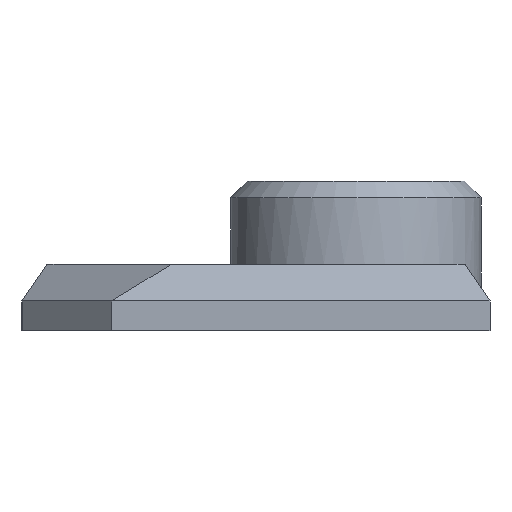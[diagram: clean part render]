
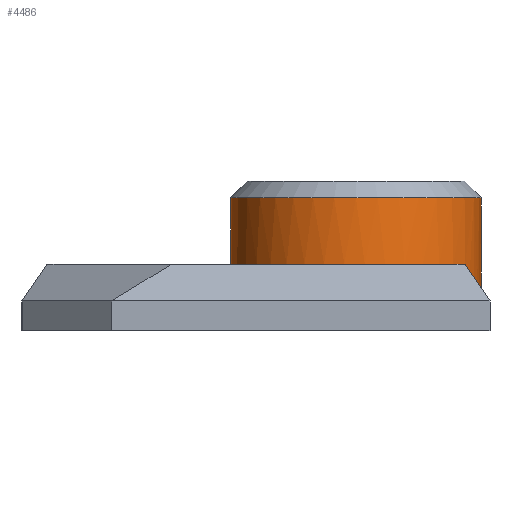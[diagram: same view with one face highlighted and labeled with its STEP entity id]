
A CAD part, front view. The second image highlights one B-rep face of the part: STEP entity #4486.
In plain terms, the highlighted cylindrical face has radius 7.526 mm (diameter 15.052 mm), a full revolution.
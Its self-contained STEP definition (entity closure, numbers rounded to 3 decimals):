
#300=ELLIPSE('',#4755,13.36,7.526);
#314=CIRCLE('',#4748,7.526);
#316=CIRCLE('',#4751,7.526);
#317=CIRCLE('',#4752,7.526);
#318=CIRCLE('',#4753,7.526);
#319=CIRCLE('',#4754,7.526);
#320=CIRCLE('',#4756,7.526);
#321=CIRCLE('',#4757,7.526);
#356=FACE_OUTER_BOUND('',#601,.T.);
#601=EDGE_LOOP('',(#3205,#3206,#3207,#3208,#3209,#3210,#3211,#3212,#3213,
#3214,#3215,#3216));
#891=LINE('',#8186,#1444);
#892=LINE('',#8193,#1445);
#893=LINE('',#8199,#1446);
#1444=VECTOR('',#5039,10.);
#1445=VECTOR('',#5046,7.526);
#1446=VECTOR('',#5051,10.);
#2018=VERTEX_POINT('',#8178);
#2020=VERTEX_POINT('',#8184);
#2021=VERTEX_POINT('',#8185);
#2022=VERTEX_POINT('',#8187);
#2023=VERTEX_POINT('',#8189);
#2024=VERTEX_POINT('',#8191);
#2025=VERTEX_POINT('',#8194);
#2026=VERTEX_POINT('',#8196);
#2027=VERTEX_POINT('',#8198);
#2028=VERTEX_POINT('',#8200);
#2478=EDGE_CURVE('',#2018,#2018,#314,.T.);
#2481=EDGE_CURVE('',#2020,#2021,#891,.T.);
#2482=EDGE_CURVE('',#2022,#2021,#316,.T.);
#2483=EDGE_CURVE('',#2023,#2022,#317,.T.);
#2484=EDGE_CURVE('',#2024,#2023,#318,.T.);
#2485=EDGE_CURVE('',#2024,#2018,#892,.T.);
#2486=EDGE_CURVE('',#2025,#2024,#319,.T.);
#2487=EDGE_CURVE('',#2026,#2025,#300,.T.);
#2488=EDGE_CURVE('',#2027,#2026,#893,.T.);
#2489=EDGE_CURVE('',#2027,#2028,#320,.T.);
#2490=EDGE_CURVE('',#2028,#2020,#321,.T.);
#3205=ORIENTED_EDGE('',*,*,#2481,.T.);
#3206=ORIENTED_EDGE('',*,*,#2482,.F.);
#3207=ORIENTED_EDGE('',*,*,#2483,.F.);
#3208=ORIENTED_EDGE('',*,*,#2484,.F.);
#3209=ORIENTED_EDGE('',*,*,#2485,.T.);
#3210=ORIENTED_EDGE('',*,*,#2478,.F.);
#3211=ORIENTED_EDGE('',*,*,#2485,.F.);
#3212=ORIENTED_EDGE('',*,*,#2486,.F.);
#3213=ORIENTED_EDGE('',*,*,#2487,.F.);
#3214=ORIENTED_EDGE('',*,*,#2488,.F.);
#3215=ORIENTED_EDGE('',*,*,#2489,.T.);
#3216=ORIENTED_EDGE('',*,*,#2490,.T.);
#4460=CYLINDRICAL_SURFACE('',#4750,7.526);
#4486=ADVANCED_FACE('',(#356),#4460,.T.);
#4748=AXIS2_PLACEMENT_3D('',#8179,#5032,#5033);
#4750=AXIS2_PLACEMENT_3D('',#8183,#5037,#5038);
#4751=AXIS2_PLACEMENT_3D('',#8188,#5040,#5041);
#4752=AXIS2_PLACEMENT_3D('',#8190,#5042,#5043);
#4753=AXIS2_PLACEMENT_3D('',#8192,#5044,#5045);
#4754=AXIS2_PLACEMENT_3D('',#8195,#5047,#5048);
#4755=AXIS2_PLACEMENT_3D('',#8197,#5049,#5050);
#4756=AXIS2_PLACEMENT_3D('',#8201,#5052,#5053);
#4757=AXIS2_PLACEMENT_3D('',#8202,#5054,#5055);
#5032=DIRECTION('center_axis',(0.,0.,1.));
#5033=DIRECTION('ref_axis',(1.,0.,0.));
#5037=DIRECTION('center_axis',(0.,0.,-1.));
#5038=DIRECTION('ref_axis',(1.,0.,0.));
#5039=DIRECTION('',(0.,0.,-1.));
#5040=DIRECTION('center_axis',(0.,0.,-1.));
#5041=DIRECTION('ref_axis',(1.,0.,0.));
#5042=DIRECTION('center_axis',(0.,0.,-1.));
#5043=DIRECTION('ref_axis',(1.,0.,0.));
#5044=DIRECTION('center_axis',(0.,0.,-1.));
#5045=DIRECTION('ref_axis',(1.,0.,0.));
#5046=DIRECTION('',(0.,0.,1.));
#5047=DIRECTION('center_axis',(0.,0.,-1.));
#5048=DIRECTION('ref_axis',(1.,0.,0.));
#5049=DIRECTION('center_axis',(-0.826,0.,-0.563));
#5050=DIRECTION('ref_axis',(0.563,0.,-0.826));
#5051=DIRECTION('',(0.,0.,-1.));
#5052=DIRECTION('center_axis',(0.,0.,1.));
#5053=DIRECTION('ref_axis',(1.,0.,0.));
#5054=DIRECTION('center_axis',(0.,0.,1.));
#5055=DIRECTION('ref_axis',(1.,0.,0.));
#8178=CARTESIAN_POINT('',(12.524,10.,4.));
#8179=CARTESIAN_POINT('Origin',(20.05,10.,4.));
#8183=CARTESIAN_POINT('Origin',(20.05,10.,5.));
#8184=CARTESIAN_POINT('',(16.994,16.878,3.));
#8185=CARTESIAN_POINT('',(16.994,16.878,0.));
#8186=CARTESIAN_POINT('',(16.994,16.878,5.));
#8187=CARTESIAN_POINT('',(12.761,11.875,0.));
#8188=CARTESIAN_POINT('Origin',(20.05,10.,0.));
#8189=CARTESIAN_POINT('',(12.684,11.542,0.));
#8190=CARTESIAN_POINT('Origin',(20.05,10.,0.));
#8191=CARTESIAN_POINT('',(12.524,10.,0.));
#8192=CARTESIAN_POINT('Origin',(20.05,10.,0.));
#8193=CARTESIAN_POINT('',(12.524,10.,5.));
#8194=CARTESIAN_POINT('',(26.6,6.293,0.));
#8195=CARTESIAN_POINT('Origin',(20.05,10.,0.));
#8196=CARTESIAN_POINT('',(27.576,10.,-1.432));
#8197=CARTESIAN_POINT('Origin',(20.05,10.,9.607));
#8198=CARTESIAN_POINT('',(27.576,10.,3.));
#8199=CARTESIAN_POINT('',(27.576,10.,5.));
#8200=CARTESIAN_POINT('',(22.179,17.219,3.));
#8201=CARTESIAN_POINT('Origin',(20.05,10.,3.));
#8202=CARTESIAN_POINT('Origin',(20.05,10.,3.));
